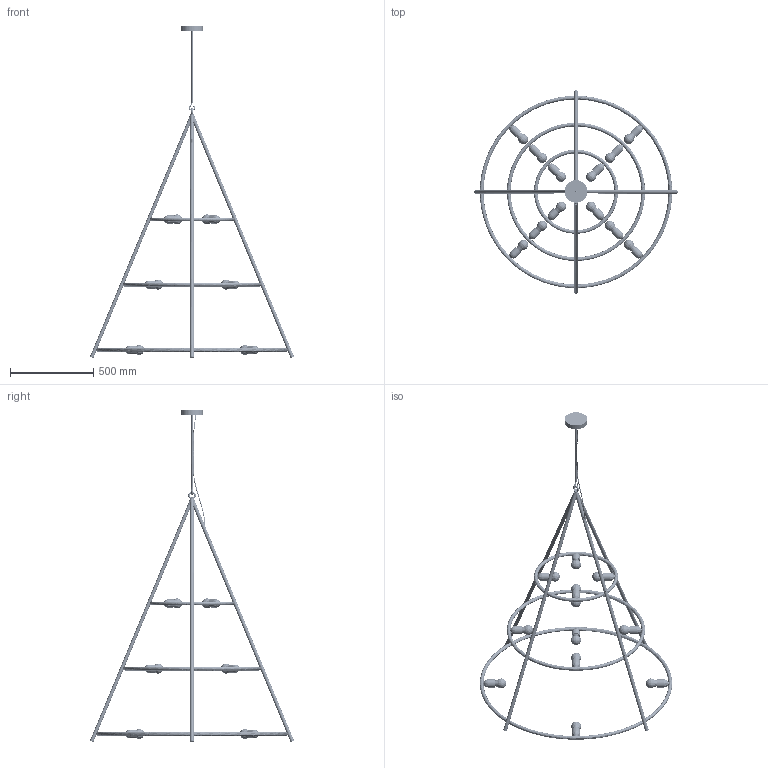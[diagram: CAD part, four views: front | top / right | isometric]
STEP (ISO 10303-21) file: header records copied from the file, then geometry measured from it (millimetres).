
FILE_DESCRIPTION(/* description */ (''),/* implementation_level */ '2;1');
FILE_NAME(/* name */ 'EL PORIS CELING',/* time_stamp */ '2024-03-22T17:28:19+01:00',/* author */ (''),/* organization */ (''),/* preprocessor_version */ 'ST-DEVELOPER v16.5',/* originating_system */ 'Rhino 7.36',/* authorisation */ '');
FILE_SCHEMA (('AUTOMOTIVE_DESIGN'));
Products named in the file (128): Document; Blocco 130; Blocco 128; Blocco 126; Blocco 125; Blocco 124; Blocco 123; Blocco 122; Blocco 121; Blocco 120; Blocco 119; Blocco 118; Blocco 117; Blocco 116; Blocco 115; Blocco 114; Blocco 113; Blocco 112; Blocco 111; Blocco 110; Blocco 109; Blocco 108; Blocco 107; Blocco 106; Blocco 105; Blocco 103; Blocco 102; Blocco 101; Blocco 100; Blocco 99; Blocco 98; Blocco 97; Blocco 96; Blocco 95; Blocco 94; Blocco 93; Blocco 92; Blocco 91; Blocco 90; Blocco 89 ...
Assembly tree (127 placements, depth 2):
  Document
    Blocco 130
    Blocco 128
    Blocco 126
    Blocco 125
    Blocco 124
    Blocco 123
    Blocco 122
    Blocco 121
    Blocco 120
    Blocco 119
    Blocco 118
    Blocco 117
    Blocco 116
    Blocco 115
    Blocco 114
    Blocco 113
    Blocco 112
    Blocco 111
    Blocco 110
    Blocco 109
    Blocco 108
    Blocco 107
    Blocco 106
    Blocco 105
    Blocco 103
    Blocco 102
    Blocco 101
    Blocco 100
    Blocco 99
    Blocco 98
    Blocco 97
    Blocco 96
    Blocco 95
    Blocco 94
    Blocco 93
    Blocco 92
    Blocco 91
    Blocco 90
    Blocco 89
    Blocco 88
    Blocco 87
    Blocco 86
    Blocco 85
    Blocco 84
    Blocco 83
    Blocco 82
    Blocco 81
    Blocco 80
    Blocco 79
    Blocco 78
    Blocco 77
    Blocco 76
    Blocco 75
    Blocco 74
    Blocco 73
    Blocco 72
    Blocco 71
    Blocco 70
    Blocco 69
Bounding box: 1225.97 x 1225.97 x 1996.97 mm (x, y, z)
Volume: 2161004.1 mm3; surface area: 4145151.1 mm2
Topology: 124 solids, 2635 shells, 5639 faces, 20033 edges, 16875 vertices
Faces by surface type: cylinder 2486, plane 1851, bspline 1302
Entity records: 319644 total; most frequent: CARTESIAN_POINT 202332, ORIENTED_EDGE 27292, EDGE_CURVE 19702, VERTEX_POINT 16836, B_SPLINE_CURVE_WITH_KNOTS 10111, EDGE_LOOP 6517, ADVANCED_FACE 5639, FACE_OUTER_BOUND 5639
